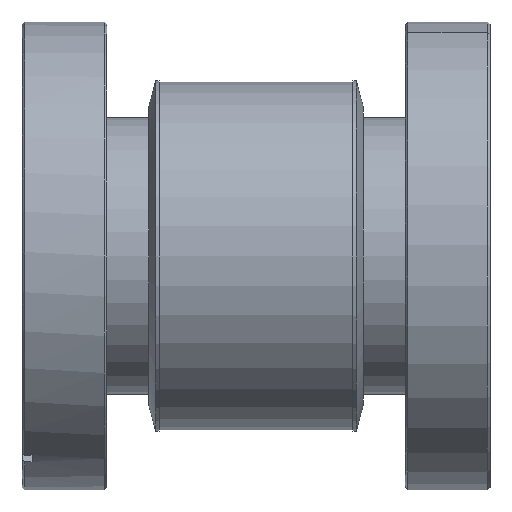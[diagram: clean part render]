
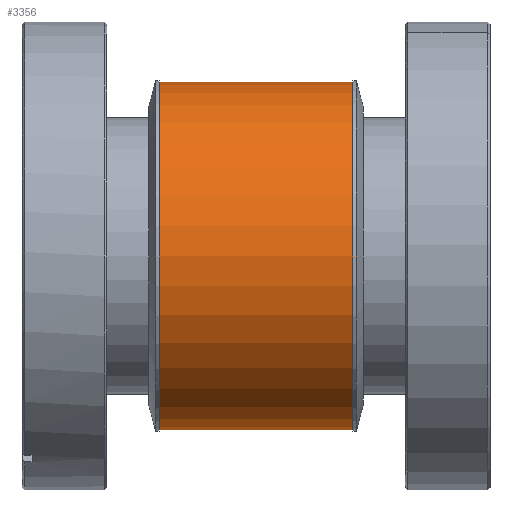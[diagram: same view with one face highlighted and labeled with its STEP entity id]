
A CAD part, left-side view. The second image highlights one B-rep face of the part: STEP entity #3356.
In plain terms, the highlighted cylindrical face has radius 26 mm (diameter 52 mm), a partial arc.
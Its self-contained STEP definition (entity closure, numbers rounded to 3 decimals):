
#27 = VECTOR ( 'NONE', #3995, 1000. ) ;
#420 = DIRECTION ( 'NONE',  ( 0., -1., 0. ) ) ;
#433 = VERTEX_POINT ( 'NONE', #1420 ) ;
#539 = VERTEX_POINT ( 'NONE', #2059 ) ;
#784 = EDGE_CURVE ( 'NONE', #3966, #2698, #2100, .T. ) ;
#1139 = DIRECTION ( 'NONE',  ( 0., -1., 0. ) ) ;
#1212 = CYLINDRICAL_SURFACE ( 'NONE', #3976, 26. ) ;
#1420 = CARTESIAN_POINT ( 'NONE',  ( 0., 15.2, 26. ) ) ;
#1537 = ORIENTED_EDGE ( 'NONE', *, *, #4343, .F. ) ;
#1749 = CARTESIAN_POINT ( 'NONE',  ( 0., 0., 26. ) ) ;
#1931 = CARTESIAN_POINT ( 'NONE',  ( 0., 0., -26. ) ) ;
#2051 = VECTOR ( 'NONE', #2951, 1000. ) ;
#2059 = CARTESIAN_POINT ( 'NONE',  ( 0., 44.2, 26. ) ) ;
#2100 = LINE ( 'NONE', #1931, #2051 ) ;
#2145 = FACE_OUTER_BOUND ( 'NONE', #2702, .T. ) ;
#2187 = LINE ( 'NONE', #1749, #27 ) ;
#2188 = ORIENTED_EDGE ( 'NONE', *, *, #4217, .F. ) ;
#2484 = ORIENTED_EDGE ( 'NONE', *, *, #2942, .T. ) ;
#2530 = DIRECTION ( 'NONE',  ( 0., 0., -1. ) ) ;
#2646 = CIRCLE ( 'NONE', #3333, 26. ) ;
#2698 = VERTEX_POINT ( 'NONE', #4525 ) ;
#2702 = EDGE_LOOP ( 'NONE', ( #2188, #2484, #2962, #1537 ) ) ;
#2942 = EDGE_CURVE ( 'NONE', #539, #3966, #4787, .T. ) ;
#2951 = DIRECTION ( 'NONE',  ( 0., -1., 0. ) ) ;
#2962 = ORIENTED_EDGE ( 'NONE', *, *, #784, .T. ) ;
#3324 = CARTESIAN_POINT ( 'NONE',  ( 0., 15.2, 0. ) ) ;
#3333 = AXIS2_PLACEMENT_3D ( 'NONE', #3324, #1139, #3727 ) ;
#3343 = DIRECTION ( 'NONE',  ( 0., 0., -1. ) ) ;
#3356 = ADVANCED_FACE ( 'NONE', ( #2145 ), #1212, .T. ) ;
#3585 = AXIS2_PLACEMENT_3D ( 'NONE', #4048, #3760, #2530 ) ;
#3727 = DIRECTION ( 'NONE',  ( 0., 0., -1. ) ) ;
#3760 = DIRECTION ( 'NONE',  ( 0., -1., 0. ) ) ;
#3966 = VERTEX_POINT ( 'NONE', #4569 ) ;
#3976 = AXIS2_PLACEMENT_3D ( 'NONE', #4565, #420, #3343 ) ;
#3995 = DIRECTION ( 'NONE',  ( 0., -1., 0. ) ) ;
#4048 = CARTESIAN_POINT ( 'NONE',  ( 0., 44.2, 0. ) ) ;
#4217 = EDGE_CURVE ( 'NONE', #539, #433, #2187, .T. ) ;
#4343 = EDGE_CURVE ( 'NONE', #433, #2698, #2646, .T. ) ;
#4525 = CARTESIAN_POINT ( 'NONE',  ( 0., 15.2, -26. ) ) ;
#4565 = CARTESIAN_POINT ( 'NONE',  ( 0., 0., 0. ) ) ;
#4569 = CARTESIAN_POINT ( 'NONE',  ( 0., 44.2, -26. ) ) ;
#4787 = CIRCLE ( 'NONE', #3585, 26. ) ;
